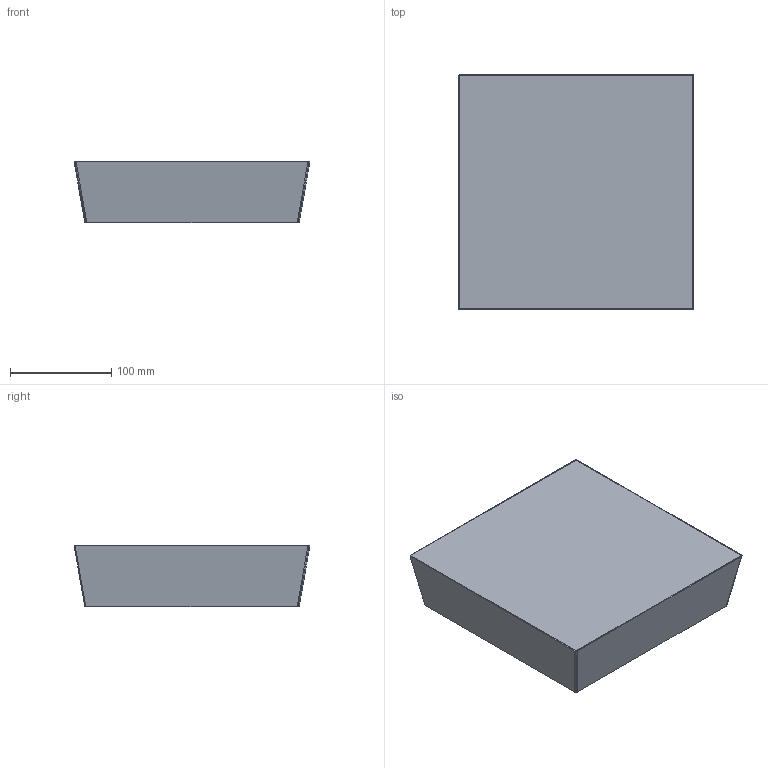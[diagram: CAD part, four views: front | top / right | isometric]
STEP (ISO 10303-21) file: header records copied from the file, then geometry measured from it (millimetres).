
FILE_DESCRIPTION(/* description */ (''),/* implementation_level */ '2;1');
FILE_NAME(/* name */ 'vuurkorf ring 8.stp',/* time_stamp */ '2015-10-30T17:30:07+01:00',/* author */ (''),/* organization */ (''),/* preprocessor_version */ 'ST-DEVELOPER v16',/* originating_system */ 'SIEMENS PLM Software NX 10.0',/* authorisation */ '');
FILE_SCHEMA (('CONFIG_CONTROL_DESIGN'));
Length unit declared in the file: millimetre
Products named in the file (1): vuurkorf ring 8
Bounding box: 232.97 x 232.97 x 60.29 mm (x, y, z)
Volume: 2971132.7 mm3; surface area: 260571.2 mm2
Topology: 2 solids, 2 shells, 42 faces, 90 edges, 52 vertices
Faces by surface type: plane 24, bspline 12, cylinder 6
Entity records: 1428 total; most frequent: CARTESIAN_POINT 533, ORIENTED_EDGE 180, DIRECTION 128, EDGE_CURVE 90, LINE 66, VECTOR 66, VERTEX_POINT 52, ADVANCED_FACE 42
